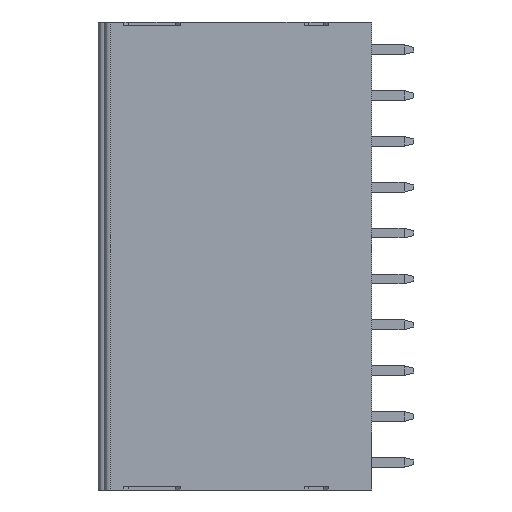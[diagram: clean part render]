
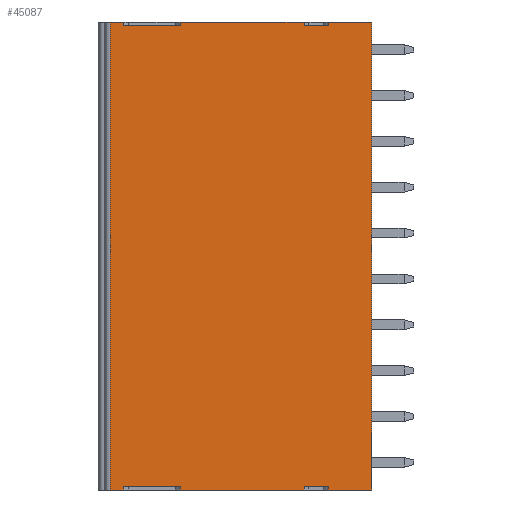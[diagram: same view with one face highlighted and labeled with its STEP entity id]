
A CAD part, front view. The second image highlights one B-rep face of the part: STEP entity #45087.
In plain terms, the highlighted planar face has unit normal (0, -1, 0).
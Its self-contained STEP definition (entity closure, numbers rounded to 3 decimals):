
#13785=DIRECTION('',(0.,0.,-1.));
#13786=VECTOR('',#13785,38.89);
#13787=CARTESIAN_POINT('',(-21.694,0.,-89.343));
#13788=LINE('',#13787,#13786);
#13793=DIRECTION('',(0.,0.,-1.));
#13794=VECTOR('',#13793,38.89);
#13795=CARTESIAN_POINT('',(0.006,0.,-89.343));
#13796=LINE('',#13795,#13794);
#13797=DIRECTION('',(-1.,0.,0.));
#13798=VECTOR('',#13797,3.6);
#13799=CARTESIAN_POINT('',(0.006,0.,
-128.233));
#13800=LINE('',#13799,#13798);
#13801=DIRECTION('',(0.,0.,1.));
#13802=VECTOR('',#13801,0.3);
#13803=CARTESIAN_POINT('',(-3.594,0.,
-128.233));
#13804=LINE('',#13803,#13802);
#13805=DIRECTION('',(-1.,0.,0.));
#13806=VECTOR('',#13805,10.3);
#13807=CARTESIAN_POINT('',(-5.594,0.,
-128.233));
#13808=LINE('',#13807,#13806);
#13809=DIRECTION('',(0.,0.,1.));
#13810=VECTOR('',#13809,0.3);
#13811=CARTESIAN_POINT('',(-15.894,0.,
-128.233));
#13812=LINE('',#13811,#13810);
#13813=DIRECTION('',(0.,0.,-1.));
#13814=VECTOR('',#13813,0.3);
#13815=CARTESIAN_POINT('',(-20.594,0.,
-127.933));
#13816=LINE('',#13815,#13814);
#13817=DIRECTION('',(-1.,0.,0.));
#13818=VECTOR('',#13817,1.1);
#13819=CARTESIAN_POINT('',(-20.594,0.,
-128.233));
#13820=LINE('',#13819,#13818);
#13821=DIRECTION('',(1.,0.,0.));
#13822=VECTOR('',#13821,1.1);
#13823=CARTESIAN_POINT('',(-21.694,0.,-89.343));
#13824=LINE('',#13823,#13822);
#13825=DIRECTION('',(1.,0.,0.));
#13826=VECTOR('',#13825,4.7);
#13827=CARTESIAN_POINT('',(-20.594,0.,
-89.643));
#13828=LINE('',#13827,#13826);
#13829=DIRECTION('',(1.,0.,0.));
#13830=VECTOR('',#13829,10.3);
#13831=CARTESIAN_POINT('',(-15.894,0.,-89.343));
#13832=LINE('',#13831,#13830);
#13833=DIRECTION('',(0.,0.,-1.));
#13834=VECTOR('',#13833,0.3);
#13835=CARTESIAN_POINT('',(-5.594,0.,-89.343));
#13836=LINE('',#13835,#13834);
#13837=DIRECTION('',(1.,0.,0.));
#13838=VECTOR('',#13837,2.);
#13839=CARTESIAN_POINT('',(-5.594,0.,
-89.643));
#13840=LINE('',#13839,#13838);
#13841=DIRECTION('',(1.,0.,0.));
#13842=VECTOR('',#13841,3.6);
#13843=CARTESIAN_POINT('',(-3.594,0.,
-89.343));
#13844=LINE('',#13843,#13842);
#13896=DIRECTION('',(0.,0.,1.));
#13897=VECTOR('',#13896,0.3);
#13898=CARTESIAN_POINT('',(-5.594,0.,
-128.233));
#13899=LINE('',#13898,#13897);
#13908=DIRECTION('',(1.,0.,0.));
#13909=VECTOR('',#13908,2.);
#13910=CARTESIAN_POINT('',(-5.594,0.,
-127.933));
#13911=LINE('',#13910,#13909);
#13932=DIRECTION('',(1.,0.,0.));
#13933=VECTOR('',#13932,4.7);
#13934=CARTESIAN_POINT('',(-20.594,0.,
-127.933));
#13935=LINE('',#13934,#13933);
#13995=DIRECTION('',(0.,0.,-1.));
#13996=VECTOR('',#13995,0.3);
#13997=CARTESIAN_POINT('',(-15.894,0.,-89.343));
#13998=LINE('',#13997,#13996);
#14011=DIRECTION('',(0.,0.,1.));
#14012=VECTOR('',#14011,0.3);
#14013=CARTESIAN_POINT('',(-20.594,0.,
-89.643));
#14014=LINE('',#14013,#14012);
#14027=DIRECTION('',(0.,0.,-1.));
#14028=VECTOR('',#14027,0.3);
#14029=CARTESIAN_POINT('',(-3.594,0.,
-89.343));
#14030=LINE('',#14029,#14028);
#19483=CARTESIAN_POINT('',(0.006,0.,-89.343));
#19485=VERTEX_POINT('',#19483);
#19921=CARTESIAN_POINT('',(-15.894,0.,-89.343));
#19922=CARTESIAN_POINT('',(-5.594,0.,-89.343));
#19923=VERTEX_POINT('',#19921);
#19924=VERTEX_POINT('',#19922);
#19929=CARTESIAN_POINT('',(-20.594,0.,-89.343));
#19930=VERTEX_POINT('',#19929);
#19931=CARTESIAN_POINT('',(-21.694,0.,-89.343));
#19932=VERTEX_POINT('',#19931);
#19939=CARTESIAN_POINT('',(-3.594,0.,
-89.343));
#19940=VERTEX_POINT('',#19939);
#19945=CARTESIAN_POINT('',(-20.594,0.,
-89.643));
#19946=VERTEX_POINT('',#19945);
#19947=CARTESIAN_POINT('',(-15.894,0.,
-89.643));
#19948=VERTEX_POINT('',#19947);
#19949=CARTESIAN_POINT('',(-5.594,0.,
-89.643));
#19950=VERTEX_POINT('',#19949);
#19951=CARTESIAN_POINT('',(-3.594,0.,
-89.643));
#19952=VERTEX_POINT('',#19951);
#20135=CARTESIAN_POINT('',(0.006,0.,
-128.233));
#20137=VERTEX_POINT('',#20135);
#20572=CARTESIAN_POINT('',(-3.594,0.,
-128.233));
#20573=VERTEX_POINT('',#20572);
#20574=CARTESIAN_POINT('',(-3.594,0.,
-127.933));
#20575=VERTEX_POINT('',#20574);
#20576=CARTESIAN_POINT('',(-5.594,0.,
-127.933));
#20577=VERTEX_POINT('',#20576);
#20578=CARTESIAN_POINT('',(-5.594,0.,
-128.233));
#20579=VERTEX_POINT('',#20578);
#20580=CARTESIAN_POINT('',(-15.894,0.,
-128.233));
#20581=VERTEX_POINT('',#20580);
#20582=CARTESIAN_POINT('',(-15.894,0.,
-127.933));
#20583=VERTEX_POINT('',#20582);
#20584=CARTESIAN_POINT('',(-20.594,0.,
-127.933));
#20585=VERTEX_POINT('',#20584);
#20586=CARTESIAN_POINT('',(-20.594,0.,
-128.233));
#20587=VERTEX_POINT('',#20586);
#20588=CARTESIAN_POINT('',(-21.694,0.,
-128.233));
#20589=VERTEX_POINT('',#20588);
#45042=CARTESIAN_POINT('',(0.006,0.,-101.168));
#45043=DIRECTION('',(0.,1.,0.));
#45044=DIRECTION('',(-1.,0.,0.));
#45045=AXIS2_PLACEMENT_3D('',#45042,#45043,#45044);
#45046=PLANE('',#45045);
#45047=ORIENTED_EDGE('',*,*,#25403,.T.);
#45049=ORIENTED_EDGE('',*,*,#45048,.T.);
#45051=ORIENTED_EDGE('',*,*,#45050,.T.);
#45053=ORIENTED_EDGE('',*,*,#45052,.F.);
#45055=ORIENTED_EDGE('',*,*,#45054,.F.);
#45057=ORIENTED_EDGE('',*,*,#45056,.T.);
#45059=ORIENTED_EDGE('',*,*,#45058,.T.);
#45061=ORIENTED_EDGE('',*,*,#45060,.F.);
#45063=ORIENTED_EDGE('',*,*,#45062,.T.);
#45065=ORIENTED_EDGE('',*,*,#45064,.T.);
#45066=ORIENTED_EDGE('',*,*,#45032,.F.);
#45068=ORIENTED_EDGE('',*,*,#45067,.T.);
#45070=ORIENTED_EDGE('',*,*,#45069,.F.);
#45072=ORIENTED_EDGE('',*,*,#45071,.T.);
#45074=ORIENTED_EDGE('',*,*,#45073,.F.);
#45076=ORIENTED_EDGE('',*,*,#45075,.T.);
#45078=ORIENTED_EDGE('',*,*,#45077,.T.);
#45080=ORIENTED_EDGE('',*,*,#45079,.T.);
#45082=ORIENTED_EDGE('',*,*,#45081,.F.);
#45084=ORIENTED_EDGE('',*,*,#45083,.T.);
#45085=EDGE_LOOP('',(#45047,#45049,#45051,#45053,#45055,#45057,#45059,#45061,
#45063,#45065,#45066,#45068,#45070,#45072,#45074,#45076,#45078,#45080,#45082,
#45084));
#45086=FACE_OUTER_BOUND('',#45085,.F.);
#45087=ADVANCED_FACE('',(#45086),#45046,.F.);
#25403=EDGE_CURVE('',#19485,#20137,#13796,.T.);
#45032=EDGE_CURVE('',#19932,#20589,#13788,.T.);
#45048=EDGE_CURVE('',#20137,#20573,#13800,.T.);
#45050=EDGE_CURVE('',#20573,#20575,#13804,.T.);
#45052=EDGE_CURVE('',#20577,#20575,#13911,.T.);
#45054=EDGE_CURVE('',#20579,#20577,#13899,.T.);
#45056=EDGE_CURVE('',#20579,#20581,#13808,.T.);
#45058=EDGE_CURVE('',#20581,#20583,#13812,.T.);
#45060=EDGE_CURVE('',#20585,#20583,#13935,.T.);
#45062=EDGE_CURVE('',#20585,#20587,#13816,.T.);
#45064=EDGE_CURVE('',#20587,#20589,#13820,.T.);
#45067=EDGE_CURVE('',#19932,#19930,#13824,.T.);
#45069=EDGE_CURVE('',#19946,#19930,#14014,.T.);
#45071=EDGE_CURVE('',#19946,#19948,#13828,.T.);
#45073=EDGE_CURVE('',#19923,#19948,#13998,.T.);
#45075=EDGE_CURVE('',#19923,#19924,#13832,.T.);
#45077=EDGE_CURVE('',#19924,#19950,#13836,.T.);
#45079=EDGE_CURVE('',#19950,#19952,#13840,.T.);
#45081=EDGE_CURVE('',#19940,#19952,#14030,.T.);
#45083=EDGE_CURVE('',#19940,#19485,#13844,.T.);
